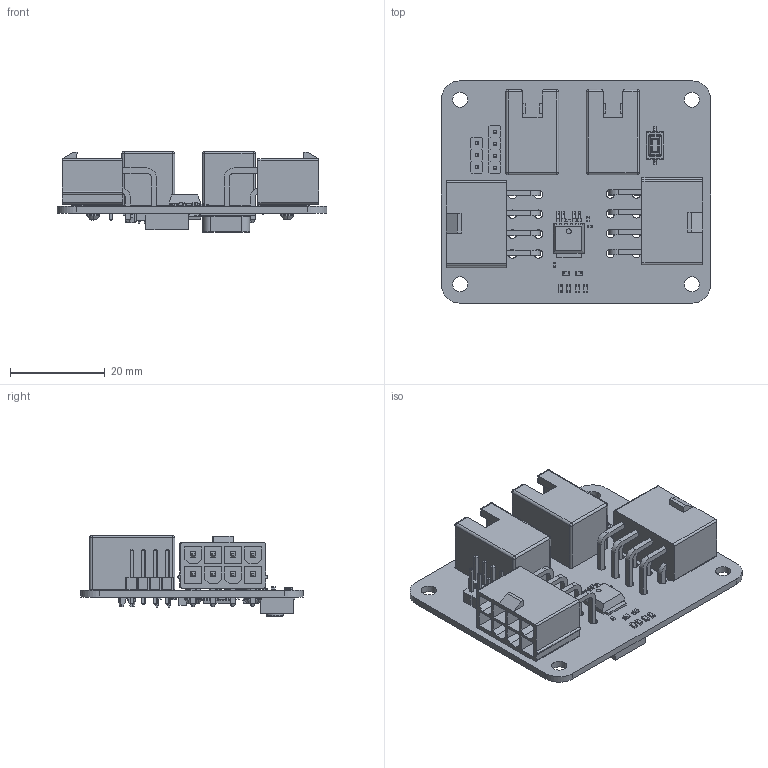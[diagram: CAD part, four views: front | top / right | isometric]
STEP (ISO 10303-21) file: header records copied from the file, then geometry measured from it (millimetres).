
FILE_DESCRIPTION(('KiCad electronic assembly'),'2;1');
FILE_NAME('power_switch_module.step','2025-07-05T15:19:00',('Pcbnew'),( 'Kicad'),'Open CASCADE STEP processor 7.8','KiCad to STEP converter' ,'Unknown');
FILE_SCHEMA(('AUTOMOTIVE_DESIGN { 1 0 10303 214 1 1 1 1 }'));
Length unit declared in the file: millimetre
Products named in the file (25): power_switch_module 1; R_0603_1608Metric; 87180044LF; PinHeader_1x03_P2.54mm_Vertical; 0039301080; SOLID; COMPOUND; SW_Tactile_SPST_NO_Straight_CK_PTS636Sx25SMTRLFS; R_0402_1005Metric; LTST-C295KGKRKT; TO-252-4; power_switch_module 1.13.1; PinHeader_1x04_P2.54mm_Vertical; C_0201_0603Metric; Crystal_SMD_HC49-SD; C_0402_1005Metric; SOT-23; TSSOP-20_4.4x6.5mm_P0.65mm; C_1206_3216Metric; K7803MT-500R4; Body; Pins; MSOP-8_3x3mm_P0.65mm; TXU0104RUTR--3DModel-STEP-56544; power_switch_module_PCB
Assembly tree (53 placements, depth 3):
  power_switch_module 1
    R_0603_1608Metric  x4
    87180044LF  x2
    PinHeader_1x03_P2.54mm_Vertical
    0039301080  x2
      SOLID
      COMPOUND
    SW_Tactile_SPST_NO_Straight_CK_PTS636Sx25SMTRLFS
    R_0402_1005Metric  x14
    LTST-C295KGKRKT  x2
    TO-252-4
      power_switch_module 1.13.1
    PinHeader_1x04_P2.54mm_Vertical
    C_0201_0603Metric  x9
    Crystal_SMD_HC49-SD
    C_0402_1005Metric  x3
    SOT-23
    TSSOP-20_4.4x6.5mm_P0.65mm
    C_1206_3216Metric
    K7803MT-500R4
      Body
      Pins
    MSOP-8_3x3mm_P0.65mm
    TXU0104RUTR--3DModel-STEP-56544
    power_switch_module_PCB
Bounding box: 57 x 47 x 17.1 mm (x, y, z)
Volume: 10045.7 mm3; surface area: 15733 mm2
Topology: 101 solids, 101 shells, 3259 faces, 8209 edges, 5280 vertices
Faces by surface type: plane 2350, cylinder 736, bspline 115, cone 40, sphere 16, torus 2
Full cylindrical faces by diameter (mm): 0.5 x2, 0.9 x8, 1 x8, 1.8 x16, 3 x4, 3.2 x6, 3.25 x2
Entity records: 69659 total; most frequent: CARTESIAN_POINT 11242, ORIENTED_EDGE 10164, DIRECTION 9764, EDGE_CURVE 5082, LINE 4096, VECTOR 4096, VERTEX_POINT 3216, AXIS2_PLACEMENT_3D 2834
